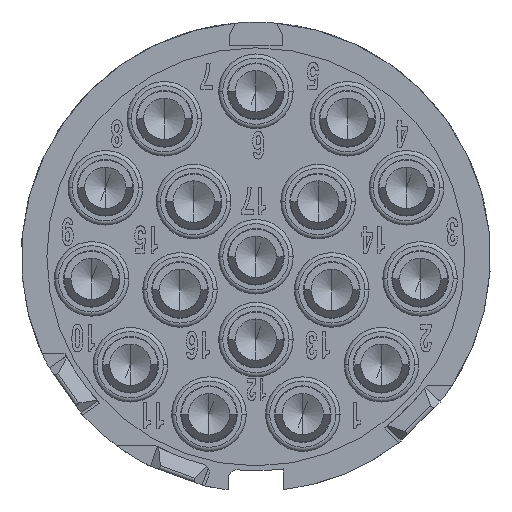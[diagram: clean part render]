
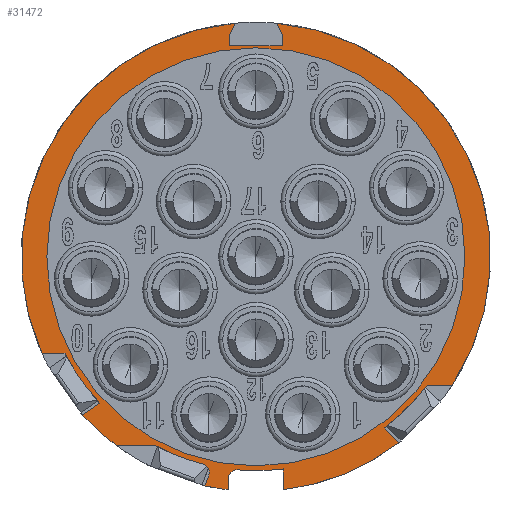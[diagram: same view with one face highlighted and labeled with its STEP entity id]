
A CAD part, front view. The second image highlights one B-rep face of the part: STEP entity #31472.
In plain terms, the highlighted planar face has unit normal (0, -1, 0).
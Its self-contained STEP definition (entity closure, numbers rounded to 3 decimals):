
#4995=DIRECTION('',(0.,0.,1.));
#4996=VECTOR('',#4995,0.421);
#4997=CARTESIAN_POINT('',(-1.,-6.9,-8.441));
#4998=LINE('',#4997,#4996);
#4999=DIRECTION('',(0.342,0.,0.94));
#5000=VECTOR('',#4999,0.418);
#5001=CARTESIAN_POINT('',(-1.849,-6.9,-8.296));
#5002=LINE('',#5001,#5000);
#5003=CARTESIAN_POINT('',(0.,-6.9,0.));
#5004=DIRECTION('',(0.,-1.,0.));
#5005=DIRECTION('',(-0.472,0.,-0.882));
#5006=AXIS2_PLACEMENT_3D('',#5003,#5004,#5005);
#5008=DIRECTION('',(-1.,0.,0.));
#5009=VECTOR('',#5008,1.399);
#5010=CARTESIAN_POINT('',(-3.657,-6.9,-6.833));
#5011=LINE('',#5010,#5009);
#5012=DIRECTION('',(0.819,0.,0.574));
#5013=VECTOR('',#5012,0.757);
#5014=CARTESIAN_POINT('',(-6.273,-6.9,-5.735));
#5015=LINE('',#5014,#5013);
#5016=CARTESIAN_POINT('',(0.,-6.9,0.));
#5017=DIRECTION('',(0.,-1.,0.));
#5018=DIRECTION('',(-0.892,0.,-0.452));
#5019=AXIS2_PLACEMENT_3D('',#5016,#5017,#5018);
#5021=DIRECTION('',(-1.,0.,0.));
#5022=VECTOR('',#5021,0.831);
#5023=CARTESIAN_POINT('',(-6.915,-6.9,-3.499));
#5024=LINE('',#5023,#5022);
#5025=DIRECTION('',(-0.433,0.,-0.902));
#5026=VECTOR('',#5025,0.462);
#5027=CARTESIAN_POINT('',(-0.75,-6.9,8.467));
#5028=LINE('',#5027,#5026);
#5029=DIRECTION('',(0.,0.,-1.));
#5030=VECTOR('',#5029,0.4);
#5031=CARTESIAN_POINT('',(-0.95,-6.9,8.05));
#5032=LINE('',#5031,#5030);
#5033=DIRECTION('',(1.,0.,0.));
#5034=VECTOR('',#5033,1.9);
#5035=CARTESIAN_POINT('',(-0.95,-6.9,7.65));
#5036=LINE('',#5035,#5034);
#5037=DIRECTION('',(0.,0.,1.));
#5038=VECTOR('',#5037,0.4);
#5039=CARTESIAN_POINT('',(0.95,-6.9,7.65));
#5040=LINE('',#5039,#5038);
#5041=DIRECTION('',(-0.433,0.,0.902));
#5042=VECTOR('',#5041,0.462);
#5043=CARTESIAN_POINT('',(0.95,-6.9,8.05));
#5044=LINE('',#5043,#5042);
#5045=DIRECTION('',(-1.,0.,0.));
#5046=VECTOR('',#5045,0.915);
#5047=CARTESIAN_POINT('',(7.117,-6.9,-4.647));
#5048=LINE('',#5047,#5046);
#5049=CARTESIAN_POINT('',(0.,-6.9,0.));
#5050=DIRECTION('',(0.,-1.,0.));
#5051=DIRECTION('',(0.6,0.,-0.8));
#5052=AXIS2_PLACEMENT_3D('',#5049,#5050,#5051);
#5054=DIRECTION('',(0.707,0.,-0.707));
#5055=VECTOR('',#5054,0.757);
#5056=CARTESIAN_POINT('',(4.647,-6.9,-6.202));
#5057=LINE('',#5056,#5055);
#5058=DIRECTION('',(0.,0.,-1.));
#5059=VECTOR('',#5058,0.756);
#5060=CARTESIAN_POINT('',(1.,-6.9,-7.685));
#5061=LINE('',#5060,#5059);
#5062=CARTESIAN_POINT('',(0.,-6.9,0.));
#5063=DIRECTION('',(0.,1.,0.));
#5064=DIRECTION('',(0.129,0.,-0.992));
#5065=AXIS2_PLACEMENT_3D('',#5062,#5063,#5064);
#5067=CARTESIAN_POINT('',(0.,-6.9,0.));
#5068=DIRECTION('',(0.,-1.,0.));
#5069=DIRECTION('',(1.,0.,0.));
#5070=AXIS2_PLACEMENT_3D('',#5067,#5068,#5069);
#5072=CARTESIAN_POINT('',(0.,-6.9,0.));
#5073=DIRECTION('',(0.,-1.,0.));
#5074=DIRECTION('',(-1.,0.,0.));
#5075=AXIS2_PLACEMENT_3D('',#5072,#5073,#5074);
#5090=CARTESIAN_POINT('',(-0.7,-6.9,-8.02));
#5091=DIRECTION('',(0.,-1.,0.));
#5092=DIRECTION('',(0.087,0.,0.996));
#5093=AXIS2_PLACEMENT_3D('',#5090,#5091,#5092);
#5100=CARTESIAN_POINT('',(-1.988,-6.9,-7.801));
#5101=DIRECTION('',(0.,-1.,0.));
#5102=DIRECTION('',(0.94,0.,-0.342));
#5103=AXIS2_PLACEMENT_3D('',#5100,#5101,#5102);
#5127=CARTESIAN_POINT('',(0.,-6.9,0.));
#5128=DIRECTION('',(0.,1.,0.));
#5129=DIRECTION('',(-0.118,0.,-0.993));
#5130=AXIS2_PLACEMENT_3D('',#5127,#5128,#5129);
#5162=CARTESIAN_POINT('',(0.,-6.9,0.));
#5163=DIRECTION('',(0.,1.,0.));
#5164=DIRECTION('',(-0.595,0.,-0.804));
#5165=AXIS2_PLACEMENT_3D('',#5162,#5163,#5164);
#5252=CARTESIAN_POINT('',(0.,-6.9,0.));
#5253=DIRECTION('',(0.,1.,0.));
#5254=DIRECTION('',(0.088,0.,0.996));
#5255=AXIS2_PLACEMENT_3D('',#5252,#5253,#5254);
#5312=CARTESIAN_POINT('',(0.,-6.9,0.));
#5313=DIRECTION('',(0.,1.,0.));
#5314=DIRECTION('',(-0.911,0.,-0.412));
#5315=AXIS2_PLACEMENT_3D('',#5312,#5313,#5314);
#5346=CARTESIAN_POINT('',(0.,-6.9,0.));
#5347=DIRECTION('',(0.,1.,0.));
#5348=DIRECTION('',(0.61,0.,-0.793));
#5349=AXIS2_PLACEMENT_3D('',#5346,#5347,#5348);
#24408=CARTESIAN_POINT('',(7.575,-6.9,0.));
#24409=CARTESIAN_POINT('',(-7.575,-6.9,0.));
#24410=VERTEX_POINT('',#24408);
#24411=VERTEX_POINT('',#24409);
#24416=CARTESIAN_POINT('',(1.,-6.9,-7.685));
#24417=CARTESIAN_POINT('',(1.,-6.9,-8.441));
#24418=VERTEX_POINT('',#24416);
#24419=VERTEX_POINT('',#24417);
#24488=CARTESIAN_POINT('',(-6.273,-6.9,-5.735));
#24489=CARTESIAN_POINT('',(-5.653,-6.9,-5.301));
#24490=VERTEX_POINT('',#24488);
#24491=VERTEX_POINT('',#24489);
#24492=CARTESIAN_POINT('',(4.647,-6.9,-6.202));
#24493=CARTESIAN_POINT('',(5.182,-6.9,-6.738));
#24494=VERTEX_POINT('',#24492);
#24495=VERTEX_POINT('',#24493);
#24496=CARTESIAN_POINT('',(-1.,-6.9,-8.441));
#24497=CARTESIAN_POINT('',(-1.849,-6.9,-8.296));
#24498=VERTEX_POINT('',#24496);
#24499=VERTEX_POINT('',#24497);
#24500=CARTESIAN_POINT('',(-5.056,-6.9,-6.833));
#24501=VERTEX_POINT('',#24500);
#24502=CARTESIAN_POINT('',(-6.915,-6.9,-3.499));
#24503=VERTEX_POINT('',#24502);
#24504=CARTESIAN_POINT('',(6.202,-6.9,-4.647));
#24505=VERTEX_POINT('',#24504);
#24506=CARTESIAN_POINT('',(-3.657,-6.9,-6.833));
#24507=VERTEX_POINT('',#24506);
#24508=CARTESIAN_POINT('',(-7.746,-6.9,-3.499));
#24509=VERTEX_POINT('',#24508);
#24510=CARTESIAN_POINT('',(7.117,-6.9,-4.647));
#24511=VERTEX_POINT('',#24510);
#24764=CARTESIAN_POINT('',(0.95,-6.9,7.65));
#24765=CARTESIAN_POINT('',(0.95,-6.9,8.05));
#24766=VERTEX_POINT('',#24764);
#24767=VERTEX_POINT('',#24765);
#24768=CARTESIAN_POINT('',(-0.95,-6.9,8.05));
#24769=CARTESIAN_POINT('',(-0.95,-6.9,7.65));
#24770=VERTEX_POINT('',#24768);
#24771=VERTEX_POINT('',#24769);
#24772=CARTESIAN_POINT('',(0.75,-6.9,8.467));
#24773=VERTEX_POINT('',#24772);
#24774=CARTESIAN_POINT('',(-0.75,-6.9,8.467));
#24775=VERTEX_POINT('',#24774);
#25205=CARTESIAN_POINT('',(-1.914,-6.9,-7.51));
#25207=VERTEX_POINT('',#25205);
#25209=CARTESIAN_POINT('',(-1.706,-6.9,-7.903));
#25211=VERTEX_POINT('',#25209);
#25212=CARTESIAN_POINT('',(-0.674,-6.9,-7.721));
#25214=VERTEX_POINT('',#25212);
#25216=CARTESIAN_POINT('',(-1.,-6.9,-8.02));
#25218=VERTEX_POINT('',#25216);
#31417=CARTESIAN_POINT('',(0.,-6.9,0.));
#31418=DIRECTION('',(0.,1.,0.));
#31419=DIRECTION('',(1.,0.,0.));
#31420=AXIS2_PLACEMENT_3D('',#31417,#31418,#31419);
#31421=PLANE('',#31420);
#31423=ORIENTED_EDGE('',*,*,#31422,.F.);
#31425=ORIENTED_EDGE('',*,*,#31424,.T.);
#31427=ORIENTED_EDGE('',*,*,#31426,.T.);
#31429=ORIENTED_EDGE('',*,*,#31428,.T.);
#31430=ORIENTED_EDGE('',*,*,#27886,.F.);
#31432=ORIENTED_EDGE('',*,*,#31431,.T.);
#31434=ORIENTED_EDGE('',*,*,#31433,.T.);
#31436=ORIENTED_EDGE('',*,*,#31435,.T.);
#31437=ORIENTED_EDGE('',*,*,#27878,.F.);
#31439=ORIENTED_EDGE('',*,*,#31438,.T.);
#31441=ORIENTED_EDGE('',*,*,#31440,.T.);
#31443=ORIENTED_EDGE('',*,*,#31442,.T.);
#31445=ORIENTED_EDGE('',*,*,#31444,.T.);
#31447=ORIENTED_EDGE('',*,*,#31446,.T.);
#31449=ORIENTED_EDGE('',*,*,#31448,.T.);
#31451=ORIENTED_EDGE('',*,*,#31450,.T.);
#31453=ORIENTED_EDGE('',*,*,#31452,.T.);
#31455=ORIENTED_EDGE('',*,*,#31454,.T.);
#31456=ORIENTED_EDGE('',*,*,#27902,.F.);
#31458=ORIENTED_EDGE('',*,*,#31457,.T.);
#31460=ORIENTED_EDGE('',*,*,#31459,.T.);
#31462=ORIENTED_EDGE('',*,*,#31461,.F.);
#31463=ORIENTED_EDGE('',*,*,#27894,.T.);
#31465=ORIENTED_EDGE('',*,*,#31464,.T.);
#31466=EDGE_LOOP('',(#31423,#31425,#31427,#31429,#31430,#31432,#31434,#31436,
#31437,#31439,#31441,#31443,#31445,#31447,#31449,#31451,#31453,#31455,#31456,
#31458,#31460,#31462,#31463,#31465));
#31467=FACE_OUTER_BOUND('',#31466,.F.);
#31468=ORIENTED_EDGE('',*,*,#31397,.T.);
#31469=ORIENTED_EDGE('',*,*,#31411,.T.);
#31470=EDGE_LOOP('',(#31468,#31469));
#31471=FACE_BOUND('',#31470,.F.);
#5007=CIRCLE('',#5006,7.75);
#5020=CIRCLE('',#5019,7.75);
#5053=CIRCLE('',#5052,7.75);
#5066=CIRCLE('',#5065,7.75);
#5071=CIRCLE('',#5070,7.575);
#5076=CIRCLE('',#5075,7.575);
#5094=CIRCLE('',#5093,0.3);
#5104=CIRCLE('',#5103,0.3);
#5131=CIRCLE('',#5130,8.5);
#5166=CIRCLE('',#5165,8.5);
#5256=CIRCLE('',#5255,8.5);
#5316=CIRCLE('',#5315,8.5);
#5350=CIRCLE('',#5349,8.5);
#27878=EDGE_CURVE('',#24503,#24491,#5020,.T.);
#27886=EDGE_CURVE('',#24507,#25207,#5007,.T.);
#27894=EDGE_CURVE('',#24418,#25214,#5066,.T.);
#27902=EDGE_CURVE('',#24494,#24505,#5053,.T.);
#31397=EDGE_CURVE('',#24410,#24411,#5071,.T.);
#31411=EDGE_CURVE('',#24411,#24410,#5076,.T.);
#31422=EDGE_CURVE('',#24498,#25218,#4998,.T.);
#31424=EDGE_CURVE('',#24498,#24499,#5131,.T.);
#31426=EDGE_CURVE('',#24499,#25211,#5002,.T.);
#31428=EDGE_CURVE('',#25211,#25207,#5104,.T.);
#31431=EDGE_CURVE('',#24507,#24501,#5011,.T.);
#31433=EDGE_CURVE('',#24501,#24490,#5166,.T.);
#31435=EDGE_CURVE('',#24490,#24491,#5015,.T.);
#31438=EDGE_CURVE('',#24503,#24509,#5024,.T.);
#31440=EDGE_CURVE('',#24509,#24775,#5316,.T.);
#31442=EDGE_CURVE('',#24775,#24770,#5028,.T.);
#31444=EDGE_CURVE('',#24770,#24771,#5032,.T.);
#31446=EDGE_CURVE('',#24771,#24766,#5036,.T.);
#31448=EDGE_CURVE('',#24766,#24767,#5040,.T.);
#31450=EDGE_CURVE('',#24767,#24773,#5044,.T.);
#31452=EDGE_CURVE('',#24773,#24511,#5256,.T.);
#31454=EDGE_CURVE('',#24511,#24505,#5048,.T.);
#31457=EDGE_CURVE('',#24494,#24495,#5057,.T.);
#31459=EDGE_CURVE('',#24495,#24419,#5350,.T.);
#31461=EDGE_CURVE('',#24418,#24419,#5061,.T.);
#31464=EDGE_CURVE('',#25214,#25218,#5094,.T.);
#31472=ADVANCED_FACE('',(#31467,#31471),#31421,.F.);
